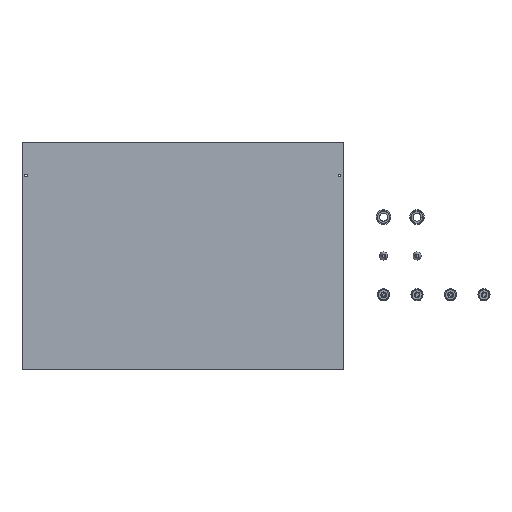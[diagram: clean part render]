
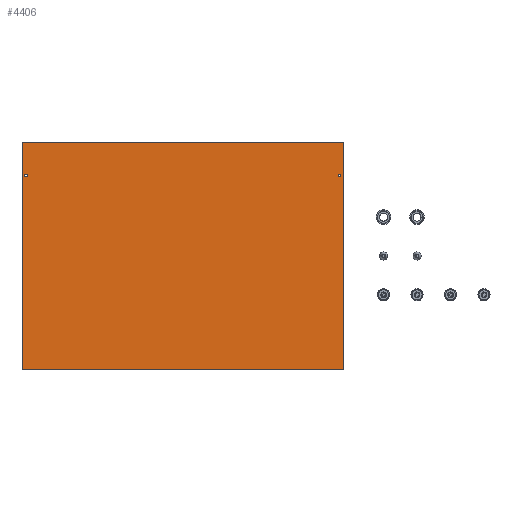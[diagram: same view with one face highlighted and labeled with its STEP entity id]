
A CAD part, front view. The second image highlights one B-rep face of the part: STEP entity #4406.
In plain terms, the highlighted planar face has unit normal (0, -1, 0).
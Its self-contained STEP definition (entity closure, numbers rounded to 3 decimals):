
#29 = PLANE ( 'NONE',  #3128 ) ;
#67 = VECTOR ( 'NONE', #3472, 1000. ) ;
#127 = DIRECTION ( 'NONE',  ( 0., -1., 0. ) ) ;
#130 = VERTEX_POINT ( 'NONE', #2706 ) ;
#131 = CARTESIAN_POINT ( 'NONE',  ( 240., 0., -170. ) ) ;
#233 = EDGE_CURVE ( 'NONE', #3332, #339, #3188, .T. ) ;
#236 = CARTESIAN_POINT ( 'NONE',  ( -240., 0., -170. ) ) ;
#339 = VERTEX_POINT ( 'NONE', #2942 ) ;
#353 = EDGE_CURVE ( 'NONE', #339, #2481, #4508, .T. ) ;
#378 = CARTESIAN_POINT ( 'NONE',  ( -234., 0., 122. ) ) ;
#386 = CARTESIAN_POINT ( 'NONE',  ( -240., 0., -170. ) ) ;
#406 = DIRECTION ( 'NONE',  ( 0., 0., 1. ) ) ;
#519 = CARTESIAN_POINT ( 'NONE',  ( 234., 0., 122. ) ) ;
#542 = DIRECTION ( 'NONE',  ( 0., -1., 0. ) ) ;
#559 = EDGE_CURVE ( 'NONE', #4450, #4696, #4100, .T. ) ;
#636 = CIRCLE ( 'NONE', #2460, 2. ) ;
#642 = FACE_BOUND ( 'NONE', #2457, .T. ) ;
#886 = DIRECTION ( 'NONE',  ( 0., 0., -1. ) ) ;
#1004 = VECTOR ( 'NONE', #2711, 1000. ) ;
#1045 = LINE ( 'NONE', #1558, #67 ) ;
#1204 = DIRECTION ( 'NONE',  ( 0., -1., 0. ) ) ;
#1235 = CARTESIAN_POINT ( 'NONE',  ( 234., 0., 120. ) ) ;
#1413 = ORIENTED_EDGE ( 'NONE', *, *, #559, .F. ) ;
#1511 = DIRECTION ( 'NONE',  ( 0., 0., 1. ) ) ;
#1558 = CARTESIAN_POINT ( 'NONE',  ( -240., 0., 170. ) ) ;
#1626 = CARTESIAN_POINT ( 'NONE',  ( -234., 0., 120. ) ) ;
#1695 = AXIS2_PLACEMENT_3D ( 'NONE', #3214, #3159, #3577 ) ;
#1924 = LINE ( 'NONE', #131, #1004 ) ;
#2029 = CARTESIAN_POINT ( 'NONE',  ( -234., 0., 118. ) ) ;
#2062 = ORIENTED_EDGE ( 'NONE', *, *, #2929, .F. ) ;
#2181 = VECTOR ( 'NONE', #3587, 1000. ) ;
#2193 = AXIS2_PLACEMENT_3D ( 'NONE', #1626, #542, #886 ) ;
#2297 = DIRECTION ( 'NONE',  ( 0., 0., -1. ) ) ;
#2339 = EDGE_CURVE ( 'NONE', #4696, #4450, #3494, .T. ) ;
#2457 = EDGE_LOOP ( 'NONE', ( #4210, #1413 ) ) ;
#2460 = AXIS2_PLACEMENT_3D ( 'NONE', #1235, #127, #4207 ) ;
#2474 = VECTOR ( 'NONE', #1511, 1000. ) ;
#2481 = VERTEX_POINT ( 'NONE', #3543 ) ;
#2641 = CARTESIAN_POINT ( 'NONE',  ( 240., 0., -170. ) ) ;
#2706 = CARTESIAN_POINT ( 'NONE',  ( 240., 0., 170. ) ) ;
#2711 = DIRECTION ( 'NONE',  ( 0., 0., -1. ) ) ;
#2929 = EDGE_CURVE ( 'NONE', #130, #3332, #1924, .T. ) ;
#2942 = CARTESIAN_POINT ( 'NONE',  ( -240., 0., -170. ) ) ;
#3001 = EDGE_CURVE ( 'NONE', #3522, #4408, #3777, .T. ) ;
#3014 = CARTESIAN_POINT ( 'NONE',  ( 234., 0., 118. ) ) ;
#3121 = EDGE_LOOP ( 'NONE', ( #3982, #3905 ) ) ;
#3128 = AXIS2_PLACEMENT_3D ( 'NONE', #3748, #4463, #406 ) ;
#3159 = DIRECTION ( 'NONE',  ( 0., -1., 0. ) ) ;
#3188 = LINE ( 'NONE', #236, #2181 ) ;
#3214 = CARTESIAN_POINT ( 'NONE',  ( 234., 0., 120. ) ) ;
#3291 = ORIENTED_EDGE ( 'NONE', *, *, #233, .F. ) ;
#3332 = VERTEX_POINT ( 'NONE', #2641 ) ;
#3454 = ORIENTED_EDGE ( 'NONE', *, *, #3995, .F. ) ;
#3472 = DIRECTION ( 'NONE',  ( 1., 0., 0. ) ) ;
#3494 = CIRCLE ( 'NONE', #3767, 2. ) ;
#3522 = VERTEX_POINT ( 'NONE', #519 ) ;
#3542 = ORIENTED_EDGE ( 'NONE', *, *, #353, .F. ) ;
#3543 = CARTESIAN_POINT ( 'NONE',  ( -240., 0., 170. ) ) ;
#3577 = DIRECTION ( 'NONE',  ( 0., 0., -1. ) ) ;
#3587 = DIRECTION ( 'NONE',  ( -1., 0., 0. ) ) ;
#3600 = FACE_BOUND ( 'NONE', #3121, .T. ) ;
#3748 = CARTESIAN_POINT ( 'NONE',  ( 0., 0., 0. ) ) ;
#3767 = AXIS2_PLACEMENT_3D ( 'NONE', #4599, #1204, #2297 ) ;
#3777 = CIRCLE ( 'NONE', #1695, 2. ) ;
#3905 = ORIENTED_EDGE ( 'NONE', *, *, #3001, .F. ) ;
#3982 = ORIENTED_EDGE ( 'NONE', *, *, #4498, .F. ) ;
#3995 = EDGE_CURVE ( 'NONE', #2481, #130, #1045, .T. ) ;
#4100 = CIRCLE ( 'NONE', #2193, 2. ) ;
#4207 = DIRECTION ( 'NONE',  ( 0., 0., -1. ) ) ;
#4210 = ORIENTED_EDGE ( 'NONE', *, *, #2339, .F. ) ;
#4406 = ADVANCED_FACE ( 'NONE', ( #3600, #642, #4464 ), #29, .F. ) ;
#4408 = VERTEX_POINT ( 'NONE', #3014 ) ;
#4450 = VERTEX_POINT ( 'NONE', #378 ) ;
#4463 = DIRECTION ( 'NONE',  ( 0., 1., 0. ) ) ;
#4464 = FACE_OUTER_BOUND ( 'NONE', #4664, .T. ) ;
#4498 = EDGE_CURVE ( 'NONE', #4408, #3522, #636, .T. ) ;
#4508 = LINE ( 'NONE', #386, #2474 ) ;
#4599 = CARTESIAN_POINT ( 'NONE',  ( -234., 0., 120. ) ) ;
#4664 = EDGE_LOOP ( 'NONE', ( #3542, #3291, #2062, #3454 ) ) ;
#4696 = VERTEX_POINT ( 'NONE', #2029 ) ;
